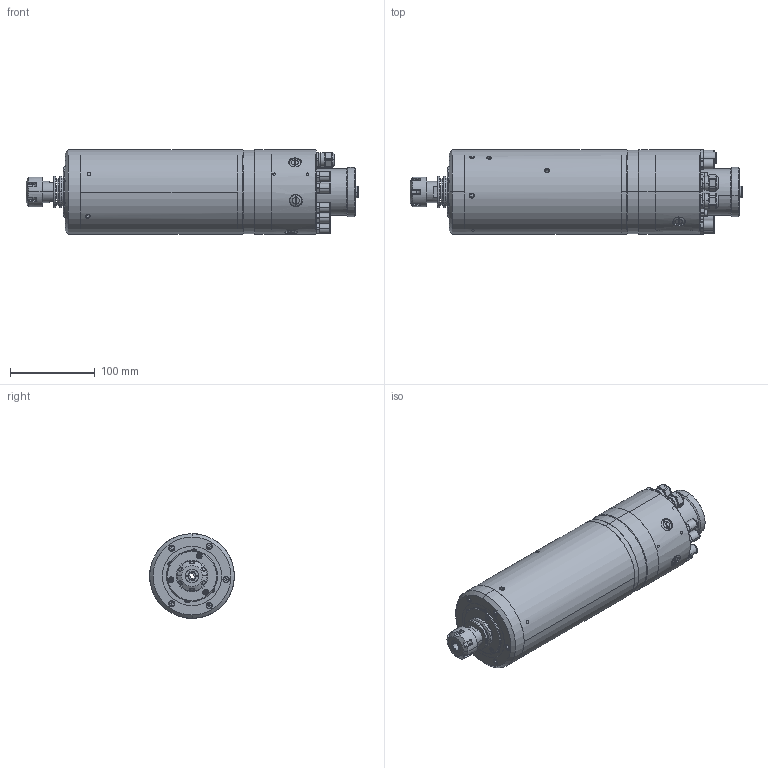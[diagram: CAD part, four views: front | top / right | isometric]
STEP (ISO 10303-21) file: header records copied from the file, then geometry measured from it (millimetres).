
FILE_DESCRIPTION (( 'STEP AP203' ), '1' );
FILE_NAME ('100A45H-00-.STEP', '2013-08-12T08:56:42', ( '' ), ( '' ), 'SwSTEP 2.0', 'SolidWorks 2012', '' );
FILE_SCHEMA (( 'CONFIG_CONTROL_DESIGN' ));
Length unit declared in the file: millimetre
Products named in the file (1): 100A45H-00-
Bounding box: 391.96 x 100 x 100.05 mm (x, y, z)
Surface area: 159082 mm2 (no closed solid volume)
Topology: 0 solids, 95 shells, 879 faces, 2766 edges, 1979 vertices
Faces by surface type: plane 366, cylinder 317, cone 113, torus 65, bspline 12, sphere 6
Entity records: 33826 total; most frequent: CARTESIAN_POINT 8791, DIRECTION 5587, ORIENTED_EDGE 4388, EDGE_CURVE 2748, AXIS2_PLACEMENT_3D 2157, VERTEX_POINT 1979, CIRCLE 1289, VECTOR 1273
